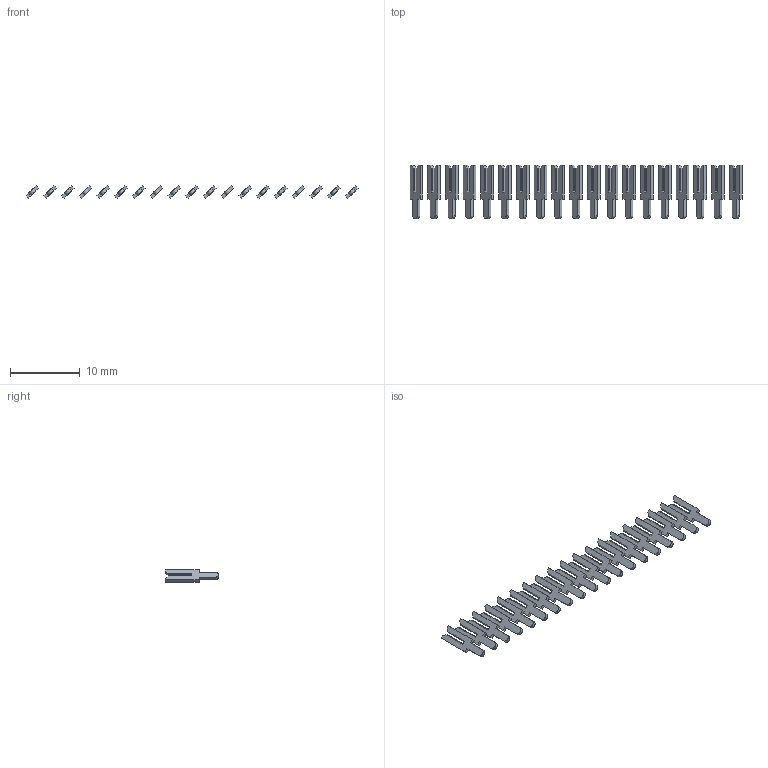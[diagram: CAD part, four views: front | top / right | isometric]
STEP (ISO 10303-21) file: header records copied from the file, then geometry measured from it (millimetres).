
FILE_DESCRIPTION (( 'STEP AP203' ), '1' );
FILE_NAME ('106-019-253-100.STEP', '2020-04-16T21:25:09', ( '' ), ( '' ), 'SwSTEP 2.0', 'SolidWorks 2016', '' );
FILE_SCHEMA (( 'CONFIG_CONTROL_DESIGN' ));
Length unit declared in the file: inch
Products named in the file (2): 100-290-001_100-290-253; 106-019-253-100
Assembly tree (19 placements, depth 2):
  106-019-253-100
    100-290-001_100-290-253  x19
Bounding box: 47.52 x 7.62 x 1.8 mm (x, y, z)
Volume: 104.8 mm3; surface area: 653.7 mm2
Topology: 19 solids, 19 shells, 380 faces, 1026 edges, 684 vertices
Faces by surface type: plane 361, cylinder 19
Entity records: 1396 total; most frequent: DIRECTION 140, CARTESIAN_POINT 132, ORIENTED_EDGE 108, EDGE_CURVE 54, VECTOR 52, LINE 52, DATE_AND_TIME 48, LOCAL_TIME 48
